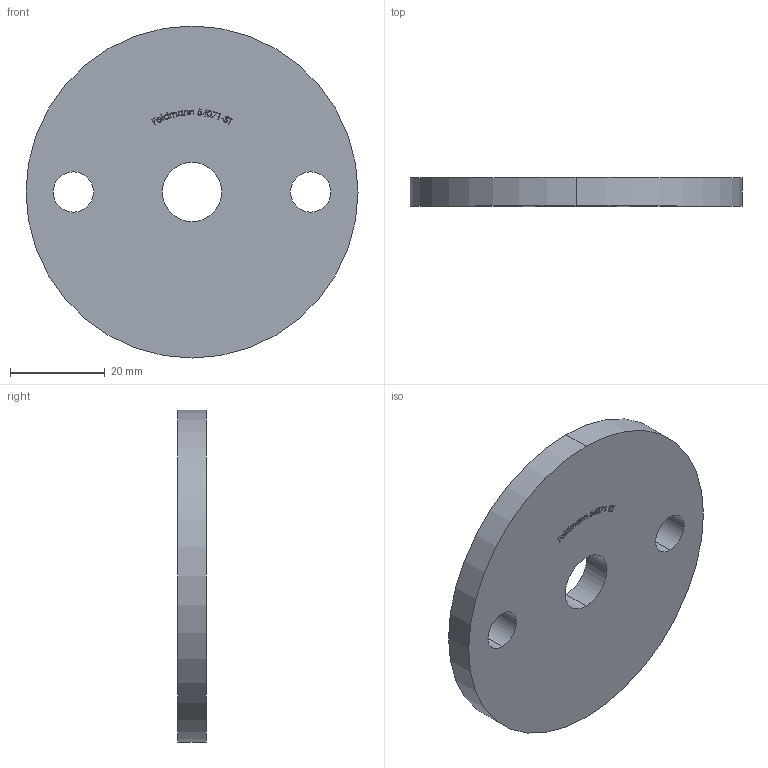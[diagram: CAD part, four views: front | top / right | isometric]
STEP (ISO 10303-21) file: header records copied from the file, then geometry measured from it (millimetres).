
FILE_DESCRIPTION (( 'STEP AP203' ), '1' );
FILE_NAME ('54071-ST.step', '2019-04-03T11:40:43', ( '' ), ( '' ), 'SwSTEP 2.0', 'SolidWorks 2015', '' );
FILE_SCHEMA (( 'CONFIG_CONTROL_DESIGN' ));
Length unit declared in the file: millimetre
Products named in the file (1): 54071-ST
Bounding box: 70 x 6 x 70 mm (x, y, z)
Volume: 21672.9 mm3; surface area: 9108.4 mm2
Topology: 1 solids, 1 shells, 210 faces, 561 edges, 374 vertices
Faces by surface type: plane 122, bspline 80, cylinder 8
Entity records: 10702 total; most frequent: CARTESIAN_POINT 5898, ORIENTED_EDGE 1122, DIRECTION 679, EDGE_CURVE 561, LINE 385, VECTOR 385, VERTEX_POINT 374, EDGE_LOOP 237
